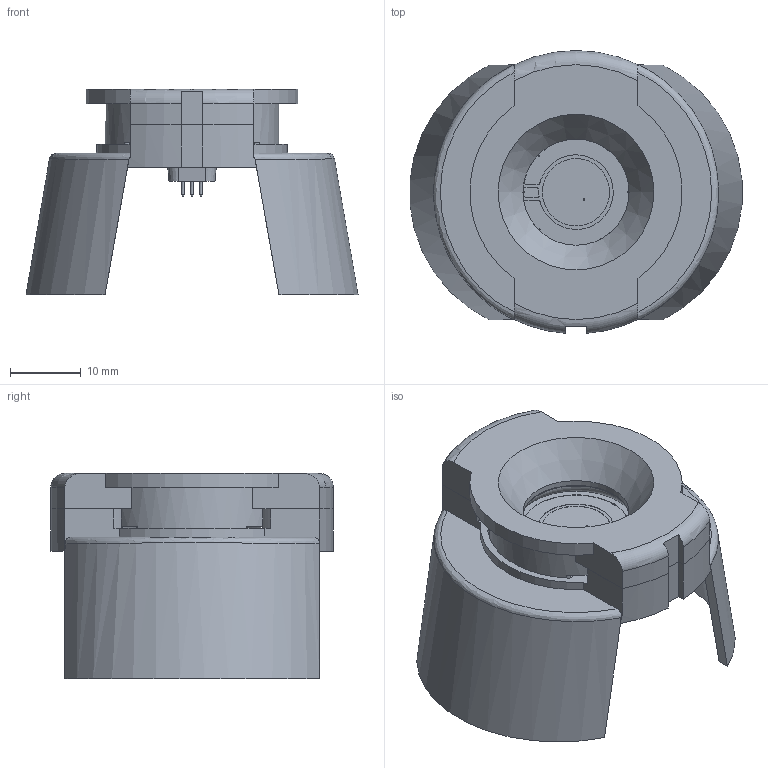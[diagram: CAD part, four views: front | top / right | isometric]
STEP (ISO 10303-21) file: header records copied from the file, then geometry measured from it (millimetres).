
FILE_DESCRIPTION(/* description */ (''),/* implementation_level */ '2;1');
FILE_NAME(/* name */ 'pogo_rig_rev2_v19.step',/* time_stamp */ '2025-05-20T01:21:52-04:00',/* author */ (''),/* organization */ (''),/* preprocessor_version */ 'ST-DEVELOPER v20.1',/* originating_system */ 'Autodesk Translation Framework v14.4.0.0',/* authorisation */ '');
FILE_SCHEMA (('AUTOMOTIVE_DESIGN { 1 0 10303 214 3 1 1 }'));
Length unit declared in the file: millimetre
Products named in the file (11): pogo rig 2.15; 17mm_W3C4PP rev I; Board; 1-copper; 16-copper; 1-soldermask; mill-max-854-22-003-10-004101; mill-max-854-22-003-10-004101_P8XX-18-015-02-000000(P803-18-015-02-00
0000); mill-max-854-22-003-10-004101_0984; Component1; 9263K245_Chemical-Resistant Viton Fluoroelastomer O-Ring
Assembly tree (12 placements, depth 3):
  pogo rig 2.15
    17mm_W3C4PP rev I
      Board
      1-copper
      16-copper
      1-soldermask
    mill-max-854-22-003-10-004101
      mill-max-854-22-003-10-004101_P8XX-18-015-02-000000(P803-18-015-02-00
0000)
      mill-max-854-22-003-10-004101_0984  x3
    Component1
    9263K245_Chemical-Resistant Viton Fluoroelastomer O-Ring
Bounding box: 46.91 x 39.94 x 29 mm (x, y, z)
Volume: 9798.5 mm3; surface area: 11046.2 mm2
Topology: 22 solids, 22 shells, 996 faces, 2771 edges, 1840 vertices
Faces by surface type: plane 821, cylinder 115, torus 31, cone 15, bspline 8, sphere 6
Full cylindrical faces by diameter (mm): 0.133 x15, 0.203 x10, 0.381 x3, 0.488 x3, 0.686 x3, 0.94 x6, 0.991 x3, 1.044 x3, 1.092 x3, 3.175 x8, 15 x1, 17 x1, 24.5 x1
Entity records: 31821 total; most frequent: CARTESIAN_POINT 6373, ORIENTED_EDGE 5402, DIRECTION 4889, EDGE_CURVE 2701, LINE 2355, VECTOR 2355, VERTEX_POINT 1796, AXIS2_PLACEMENT_3D 1267
